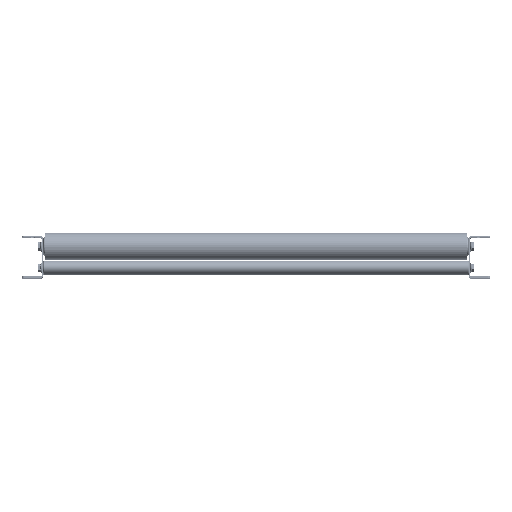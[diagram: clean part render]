
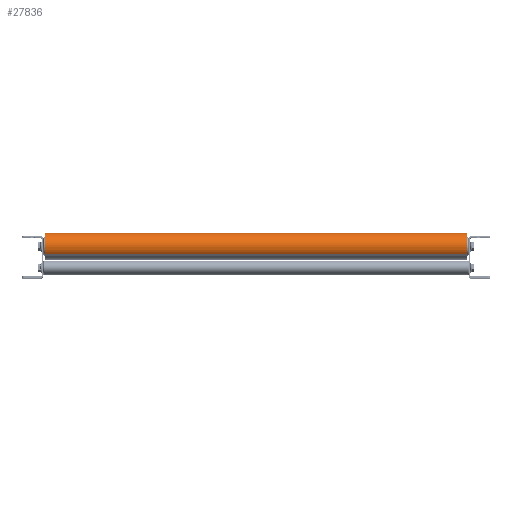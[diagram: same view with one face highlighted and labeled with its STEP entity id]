
A CAD part, top view. The second image highlights one B-rep face of the part: STEP entity #27836.
In plain terms, the highlighted cylindrical face has radius 25 mm (diameter 50 mm), a partial arc.
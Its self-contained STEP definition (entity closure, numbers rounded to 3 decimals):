
#64 = LINE ( 'NONE', #13377, #27645 ) ;
#762 = EDGE_CURVE ( 'NONE', #2220, #2598, #25585, .T. ) ;
#2218 = DIRECTION ( 'NONE',  ( 1., 0., 0. ) ) ;
#2220 = VERTEX_POINT ( 'NONE', #17639 ) ;
#2429 = VERTEX_POINT ( 'NONE', #2689 ) ;
#2598 = VERTEX_POINT ( 'NONE', #5729 ) ;
#2689 = CARTESIAN_POINT ( 'NONE',  ( 792.6, 0., 25. ) ) ;
#3184 = CARTESIAN_POINT ( 'NONE',  ( 0., 0., 0. ) ) ;
#5269 = AXIS2_PLACEMENT_3D ( 'NONE', #13955, #18869, #27597 ) ;
#5729 = CARTESIAN_POINT ( 'NONE',  ( 0., 0., -25. ) ) ;
#6227 = VECTOR ( 'NONE', #19126, 1000. ) ;
#7909 = EDGE_CURVE ( 'NONE', #2220, #2429, #22922, .T. ) ;
#10357 = CARTESIAN_POINT ( 'NONE',  ( 792.6, 0., 0. ) ) ;
#11100 = ORIENTED_EDGE ( 'NONE', *, *, #11223, .T. ) ;
#11223 = EDGE_CURVE ( 'NONE', #2598, #15133, #26299, .T. ) ;
#11607 = CARTESIAN_POINT ( 'NONE',  ( 0., 0., 25. ) ) ;
#13377 = CARTESIAN_POINT ( 'NONE',  ( 792.6, 0., 25. ) ) ;
#13902 = AXIS2_PLACEMENT_3D ( 'NONE', #3184, #2218, #27136 ) ;
#13955 = CARTESIAN_POINT ( 'NONE',  ( 792.6, 0., 0. ) ) ;
#14530 = FACE_OUTER_BOUND ( 'NONE', #25653, .T. ) ;
#15133 = VERTEX_POINT ( 'NONE', #11607 ) ;
#15145 = DIRECTION ( 'NONE',  ( -1., 0., 0. ) ) ;
#16409 = CYLINDRICAL_SURFACE ( 'NONE', #5269, 25. ) ;
#16748 = DIRECTION ( 'NONE',  ( 1., 0., 0. ) ) ;
#17639 = CARTESIAN_POINT ( 'NONE',  ( 792.6, 0., -25. ) ) ;
#18140 = ORIENTED_EDGE ( 'NONE', *, *, #25928, .F. ) ;
#18869 = DIRECTION ( 'NONE',  ( -1., 0., 0. ) ) ;
#19126 = DIRECTION ( 'NONE',  ( -1., 0., 0. ) ) ;
#21277 = CARTESIAN_POINT ( 'NONE',  ( 792.6, 0., -25. ) ) ;
#22922 = CIRCLE ( 'NONE', #23380, 25. ) ;
#23380 = AXIS2_PLACEMENT_3D ( 'NONE', #10357, #16748, #23390 ) ;
#23390 = DIRECTION ( 'NONE',  ( 0., 0., -1. ) ) ;
#24759 = ORIENTED_EDGE ( 'NONE', *, *, #7909, .F. ) ;
#25585 = LINE ( 'NONE', #21277, #6227 ) ;
#25653 = EDGE_LOOP ( 'NONE', ( #24759, #25932, #11100, #18140 ) ) ;
#25928 = EDGE_CURVE ( 'NONE', #2429, #15133, #64, .T. ) ;
#25932 = ORIENTED_EDGE ( 'NONE', *, *, #762, .T. ) ;
#26299 = CIRCLE ( 'NONE', #13902, 25. ) ;
#27136 = DIRECTION ( 'NONE',  ( 0., 0., -1. ) ) ;
#27597 = DIRECTION ( 'NONE',  ( 0., 0., 1. ) ) ;
#27645 = VECTOR ( 'NONE', #15145, 1000. ) ;
#27836 = ADVANCED_FACE ( 'Fl�che1', ( #14530 ), #16409, .T. ) ;
